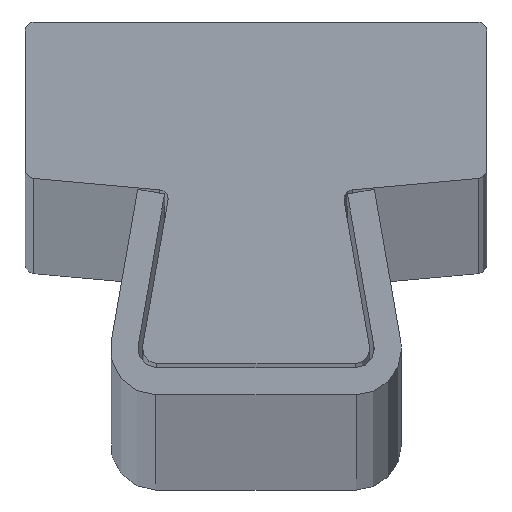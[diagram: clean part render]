
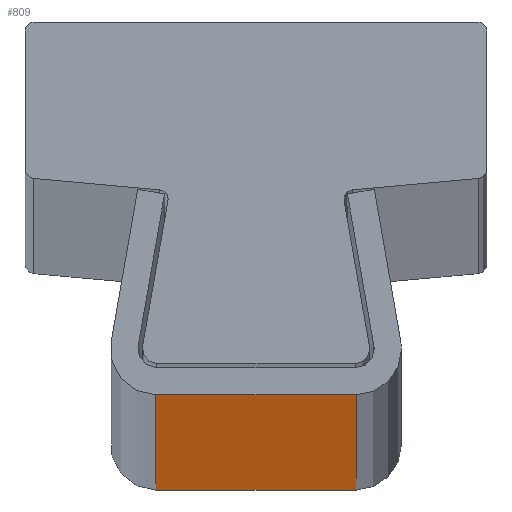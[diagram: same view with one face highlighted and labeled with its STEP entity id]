
A CAD part, top view. The second image highlights one B-rep face of the part: STEP entity #809.
In plain terms, the highlighted planar face has unit normal (0, -1, 0).
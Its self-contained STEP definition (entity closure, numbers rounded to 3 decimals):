
#39 = DIRECTION ( 'NONE',  ( 1., 0., 0. ) ) ;
#60 = VERTEX_POINT ( 'NONE', #1705 ) ;
#70 = VECTOR ( 'NONE', #39, 1000. ) ;
#72 = VECTOR ( 'NONE', #491, 1000. ) ;
#83 = VERTEX_POINT ( 'NONE', #667 ) ;
#168 = EDGE_LOOP ( 'NONE', ( #401, #1636, #854, #310 ) ) ;
#173 = LINE ( 'NONE', #860, #70 ) ;
#183 = CARTESIAN_POINT ( 'NONE',  ( -5.5, -4.966, -3000. ) ) ;
#195 = EDGE_CURVE ( 'NONE', #60, #898, #885, .T. ) ;
#274 = CARTESIAN_POINT ( 'NONE',  ( 5.5, -4.966, -3000. ) ) ;
#310 = ORIENTED_EDGE ( 'NONE', *, *, #958, .T. ) ;
#367 = EDGE_CURVE ( 'NONE', #60, #83, #1496, .T. ) ;
#401 = ORIENTED_EDGE ( 'NONE', *, *, #1662, .F. ) ;
#420 = VECTOR ( 'NONE', #703, 1000. ) ;
#491 = DIRECTION ( 'NONE',  ( 0., 0., 1. ) ) ;
#667 = CARTESIAN_POINT ( 'NONE',  ( 5.5, -4.966, -3000. ) ) ;
#703 = DIRECTION ( 'NONE',  ( 0., 0., 1. ) ) ;
#705 = AXIS2_PLACEMENT_3D ( 'NONE', #1128, #1217, #734 ) ;
#715 = DIRECTION ( 'NONE',  ( 1., 0., 0. ) ) ;
#734 = DIRECTION ( 'NONE',  ( 0., 0., -1. ) ) ;
#809 = ADVANCED_FACE ( 'NONE', ( #1330 ), #1058, .T. ) ;
#812 = VERTEX_POINT ( 'NONE', #1105 ) ;
#838 = LINE ( 'NONE', #274, #420 ) ;
#854 = ORIENTED_EDGE ( 'NONE', *, *, #367, .T. ) ;
#860 = CARTESIAN_POINT ( 'NONE',  ( -5.5, -4.966, 0. ) ) ;
#885 = LINE ( 'NONE', #1048, #72 ) ;
#898 = VERTEX_POINT ( 'NONE', #996 ) ;
#958 = EDGE_CURVE ( 'NONE', #83, #812, #838, .T. ) ;
#996 = CARTESIAN_POINT ( 'NONE',  ( -5.5, -4.966, 0. ) ) ;
#1048 = CARTESIAN_POINT ( 'NONE',  ( -5.5, -4.966, -3000. ) ) ;
#1058 = PLANE ( 'NONE',  #705 ) ;
#1105 = CARTESIAN_POINT ( 'NONE',  ( 5.5, -4.966, 0. ) ) ;
#1128 = CARTESIAN_POINT ( 'NONE',  ( -5.5, -4.966, -3000. ) ) ;
#1217 = DIRECTION ( 'NONE',  ( 0., -1., 0. ) ) ;
#1330 = FACE_OUTER_BOUND ( 'NONE', #168, .T. ) ;
#1496 = LINE ( 'NONE', #183, #1537 ) ;
#1537 = VECTOR ( 'NONE', #715, 1000. ) ;
#1636 = ORIENTED_EDGE ( 'NONE', *, *, #195, .F. ) ;
#1662 = EDGE_CURVE ( 'NONE', #898, #812, #173, .T. ) ;
#1705 = CARTESIAN_POINT ( 'NONE',  ( -5.5, -4.966, -3000. ) ) ;
